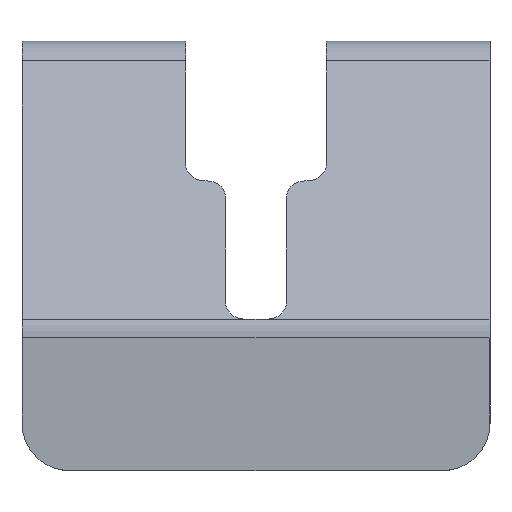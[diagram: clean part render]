
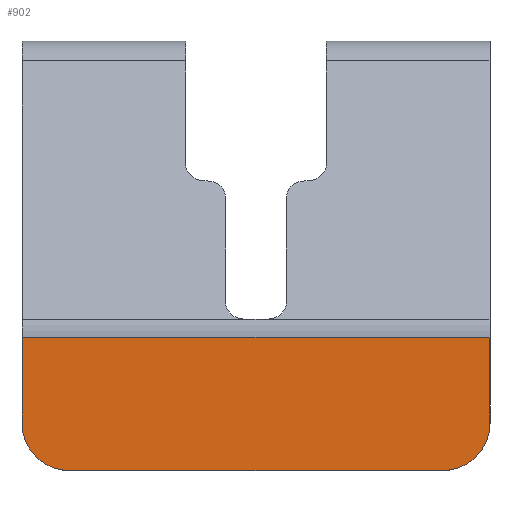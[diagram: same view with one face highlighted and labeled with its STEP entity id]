
A CAD part, top view. The second image highlights one B-rep face of the part: STEP entity #902.
In plain terms, the highlighted planar face has unit normal (0, 0, 1).
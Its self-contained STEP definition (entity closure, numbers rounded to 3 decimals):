
#748=AXIS2_PLACEMENT_3D('Circle Axis2P3D',#746,#747,$) ;
#877=AXIS2_PLACEMENT_3D('Circle Axis2P3D',#875,#876,$) ;
#890=AXIS2_PLACEMENT_3D('Plane Axis2P3D',#887,#888,#889) ;
#381=CARTESIAN_POINT('Vertex',(0.,7.,22.467)) ;
#639=CARTESIAN_POINT('Vertex',(0.,2.5,22.467)) ;
#642=CARTESIAN_POINT('Line Origine',(0.,4.75,22.467)) ;
#659=CARTESIAN_POINT('Line Origine',(12.3,7.,22.467)) ;
#663=CARTESIAN_POINT('Vertex',(11.7,7.,22.467)) ;
#666=CARTESIAN_POINT('Line Origine',(12.3,7.,22.467)) ;
#670=CARTESIAN_POINT('Vertex',(12.9,7.,22.467)) ;
#673=CARTESIAN_POINT('Line Origine',(12.3,7.,22.467)) ;
#677=CARTESIAN_POINT('Vertex',(24.6,7.,22.467)) ;
#715=CARTESIAN_POINT('Line Origine',(12.3,0.,22.467)) ;
#719=CARTESIAN_POINT('Vertex',(22.1,0.,22.467)) ;
#721=CARTESIAN_POINT('Vertex',(2.5,0.,22.467)) ;
#746=CARTESIAN_POINT('Axis2P3D Location',(2.5,2.5,22.467)) ;
#851=CARTESIAN_POINT('Line Origine',(24.6,4.75,22.467)) ;
#855=CARTESIAN_POINT('Vertex',(24.6,2.5,22.467)) ;
#875=CARTESIAN_POINT('Axis2P3D Location',(22.1,2.5,22.467)) ;
#887=CARTESIAN_POINT('Axis2P3D Location',(12.3,35.5,22.467)) ;
#643=DIRECTION('Vector Direction',(0.,-1.,0.)) ;
#660=DIRECTION('Vector Direction',(1.,0.,0.)) ;
#667=DIRECTION('Vector Direction',(1.,0.,0.)) ;
#674=DIRECTION('Vector Direction',(1.,0.,0.)) ;
#716=DIRECTION('Vector Direction',(1.,0.,0.)) ;
#747=DIRECTION('Axis2P3D Direction',(0.,0.,-1.)) ;
#852=DIRECTION('Vector Direction',(0.,1.,0.)) ;
#876=DIRECTION('Axis2P3D Direction',(0.,0.,-1.)) ;
#888=DIRECTION('Axis2P3D Direction',(0.,0.,-1.)) ;
#889=DIRECTION('Axis2P3D XDirection',(1.,0.,0.)) ;
#644=VECTOR('Line Direction',#643,1.) ;
#661=VECTOR('Line Direction',#660,1.) ;
#668=VECTOR('Line Direction',#667,1.) ;
#675=VECTOR('Line Direction',#674,1.) ;
#717=VECTOR('Line Direction',#716,1.) ;
#853=VECTOR('Line Direction',#852,1.) ;
#893=ORIENTED_EDGE('',*,*,#723,.F.) ;
#894=ORIENTED_EDGE('',*,*,#879,.F.) ;
#895=ORIENTED_EDGE('',*,*,#857,.T.) ;
#896=ORIENTED_EDGE('',*,*,#679,.F.) ;
#897=ORIENTED_EDGE('',*,*,#672,.F.) ;
#898=ORIENTED_EDGE('',*,*,#665,.F.) ;
#899=ORIENTED_EDGE('',*,*,#646,.T.) ;
#900=ORIENTED_EDGE('',*,*,#750,.F.) ;
#902=ADVANCED_FACE('Koerper.2',(#901),#891,.F.) ;
#749=CIRCLE('generated circle',#748,2.5) ;
#878=CIRCLE('generated circle',#877,2.5) ;
#646=EDGE_CURVE('',#382,#640,#645,.T.) ;
#665=EDGE_CURVE('',#382,#664,#662,.T.) ;
#672=EDGE_CURVE('',#664,#671,#669,.T.) ;
#679=EDGE_CURVE('',#671,#678,#676,.T.) ;
#723=EDGE_CURVE('',#720,#722,#718,.F.) ;
#750=EDGE_CURVE('',#722,#640,#749,.T.) ;
#857=EDGE_CURVE('',#856,#678,#854,.T.) ;
#879=EDGE_CURVE('',#856,#720,#878,.T.) ;
#892=EDGE_LOOP('',(#893,#894,#895,#896,#897,#898,#899,#900)) ;
#901=FACE_OUTER_BOUND('',#892,.T.) ;
#645=LINE('Line',#642,#644) ;
#662=LINE('Line',#659,#661) ;
#669=LINE('Line',#666,#668) ;
#676=LINE('Line',#673,#675) ;
#718=LINE('Line',#715,#717) ;
#854=LINE('Line',#851,#853) ;
#891=PLANE('',#890) ;
#382=VERTEX_POINT('',#381) ;
#640=VERTEX_POINT('',#639) ;
#664=VERTEX_POINT('',#663) ;
#671=VERTEX_POINT('',#670) ;
#678=VERTEX_POINT('',#677) ;
#720=VERTEX_POINT('',#719) ;
#722=VERTEX_POINT('',#721) ;
#856=VERTEX_POINT('',#855) ;
